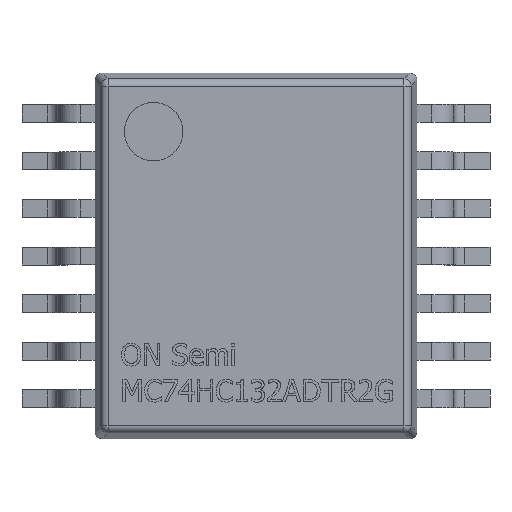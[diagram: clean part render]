
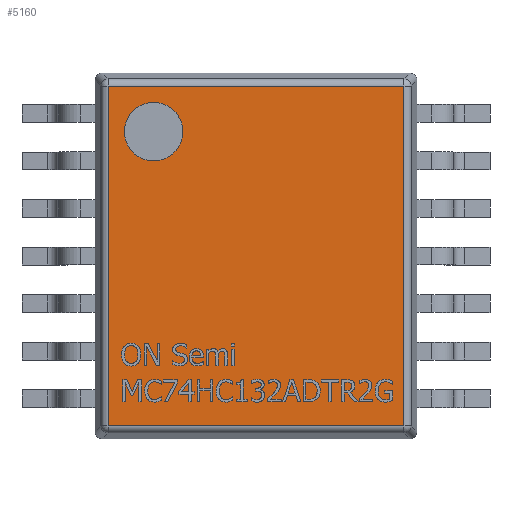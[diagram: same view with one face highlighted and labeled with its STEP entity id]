
A CAD part, top view. The second image highlights one B-rep face of the part: STEP entity #5160.
In plain terms, the highlighted planar face has unit normal (0, 0, 1).
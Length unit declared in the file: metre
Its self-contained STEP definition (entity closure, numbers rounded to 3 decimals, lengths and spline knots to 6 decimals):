
#4424 = EDGE_CURVE( '', #10128, #7704, #10129, .T. );
#5124 = EDGE_CURVE( '', #11043, #11043, #11044, .T. );
#5160 = ADVANCED_FACE( '', ( #11089, #11090 ), #11091, .T. );
#6602 = EDGE_CURVE( '', #7704, #8157, #12781, .T. );
#6614 = EDGE_CURVE( '', #11730, #10128, #12794, .T. );
#6626 = EDGE_CURVE( '', #8157, #11730, #12807, .T. );
#7704 = VERTEX_POINT( '', #14280 );
#8157 = VERTEX_POINT( '', #14946 );
#10128 = VERTEX_POINT( '', #17997 );
#10129 = LINE( '', #17998, #17999 );
#11043 = VERTEX_POINT( '', #19476 );
#11044 = CIRCLE( '', #19477, 0.0004 );
#11089 = FACE_OUTER_BOUND( '', #19548, .T. );
#11090 = FACE_BOUND( '', #19549, .T. );
#11091 = PLANE( '', #19550 );
#11730 = VERTEX_POINT( '', #20628 );
#12781 = LINE( '', #22459, #22460 );
#12794 = LINE( '', #22482, #22483 );
#12807 = LINE( '', #22506, #22507 );
#14280 = CARTESIAN_POINT( '', ( 0.002023, -0.002323, 0.00113 ) );
#14946 = CARTESIAN_POINT( '', ( 0.002023, 0.002323, 0.00113 ) );
#17997 = CARTESIAN_POINT( '', ( -0.002023, -0.002323, 0.00113 ) );
#17998 = CARTESIAN_POINT( '', ( -0.002023, -0.002323, 0.00113 ) );
#17999 = VECTOR( '', #26407, 1. );
#19476 = CARTESIAN_POINT( '', ( -0.001, 0.0017, 0.00113 ) );
#19477 = AXIS2_PLACEMENT_3D( '', #27847, #27848, #27849 );
#19548 = EDGE_LOOP( '', ( #27910, #27911, #27912, #27913 ) );
#19549 = EDGE_LOOP( '', ( #27914 ) );
#19550 = AXIS2_PLACEMENT_3D( '', #27915, #27916, #27917 );
#20628 = CARTESIAN_POINT( '', ( -0.002023, 0.002323, 0.00113 ) );
#22459 = CARTESIAN_POINT( '', ( 0.002023, -0.002323, 0.00113 ) );
#22460 = VECTOR( '', #30575, 1. );
#22482 = CARTESIAN_POINT( '', ( -0.002023, 0.002323, 0.00113 ) );
#22483 = VECTOR( '', #30596, 1. );
#22506 = CARTESIAN_POINT( '', ( 0.002023, 0.002323, 0.00113 ) );
#22507 = VECTOR( '', #30610, 1. );
#26407 = DIRECTION( '', ( 1., 0., 0. ) );
#27847 = CARTESIAN_POINT( '', ( -0.0014, 0.0017, 0.00113 ) );
#27848 = DIRECTION( '', ( 0., 0., -1. ) );
#27849 = DIRECTION( '', ( 1., 0., 0. ) );
#27910 = ORIENTED_EDGE( '', *, *, #6614, .T. );
#27911 = ORIENTED_EDGE( '', *, *, #4424, .T. );
#27912 = ORIENTED_EDGE( '', *, *, #6602, .T. );
#27913 = ORIENTED_EDGE( '', *, *, #6626, .T. );
#27914 = ORIENTED_EDGE( '', *, *, #5124, .T. );
#27915 = CARTESIAN_POINT( '', ( 0., 0., 0.00113 ) );
#27916 = DIRECTION( '', ( 0., 0., 1. ) );
#27917 = DIRECTION( '', ( 1., 0., 0. ) );
#30575 = DIRECTION( '', ( 0., 1., 0. ) );
#30596 = DIRECTION( '', ( 0., -1., 0. ) );
#30610 = DIRECTION( '', ( -1., 0., 0. ) );
